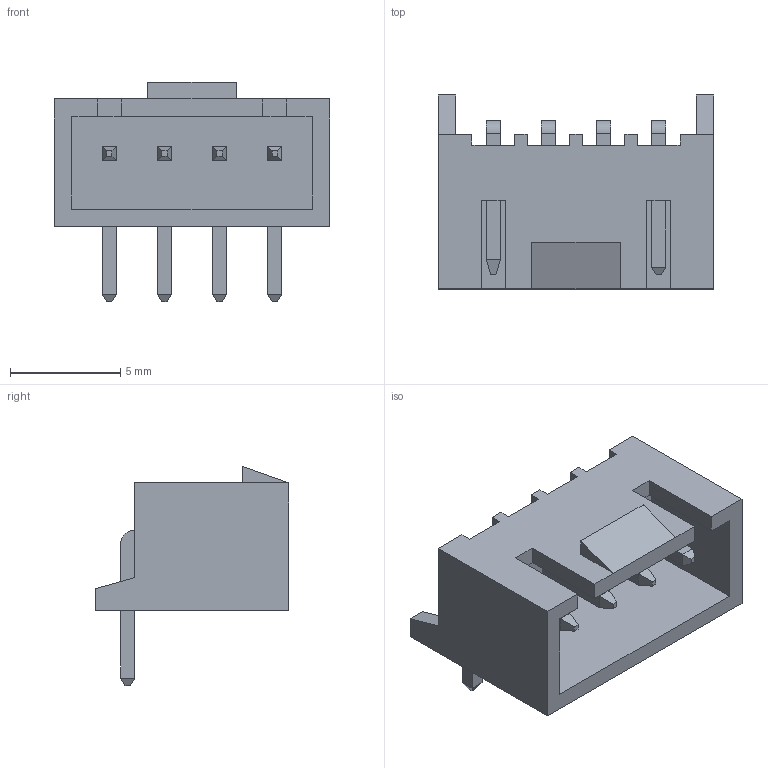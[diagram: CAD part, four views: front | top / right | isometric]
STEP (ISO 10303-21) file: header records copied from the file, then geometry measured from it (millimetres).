
FILE_DESCRIPTION (( 'STEP AP214' ), '1' );
FILE_NAME ('User Library-XHB-4AW.STEP', '2021-06-04T04:52:51', ( '' ), ( '' ), 'SwSTEP 2.0', 'SolidWorks 2021', '' );
FILE_SCHEMA (( 'AUTOMOTIVE_DESIGN' ));
Length unit declared in the file: millimetre
Products named in the file (1): User Library-XHB-4AW
Bounding box: 12.5 x 8.8 x 9.95 mm (x, y, z)
Volume: 277.2 mm3; surface area: 715.8 mm2
Topology: 5 solids, 5 shells, 116 faces, 284 edges, 178 vertices
Faces by surface type: plane 108, cylinder 8
Entity records: 3382 total; most frequent: CARTESIAN_POINT 579, ORIENTED_EDGE 568, DIRECTION 534, EDGE_CURVE 284, VECTOR 268, LINE 268, VERTEX_POINT 178, AXIS2_PLACEMENT_3D 133
